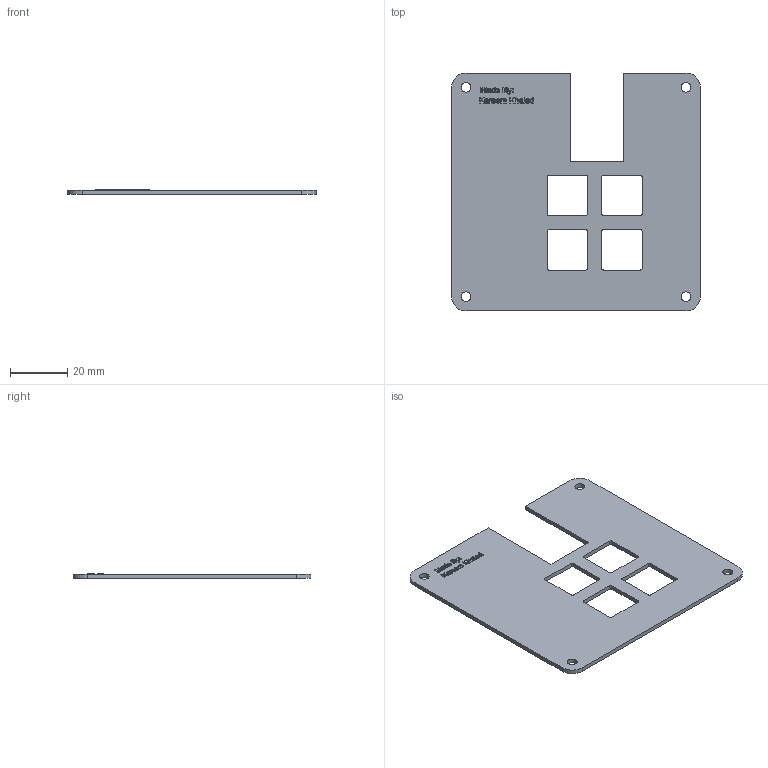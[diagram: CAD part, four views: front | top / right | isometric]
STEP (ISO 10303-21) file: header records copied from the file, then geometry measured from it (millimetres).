
FILE_DESCRIPTION(/* description */ (''),/* implementation_level */ '2;1');
FILE_NAME(/* name */ 'Case top v1.step',/* time_stamp */ '2025-07-24T13:06:47+03:00',/* author */ (''),/* organization */ (''),/* preprocessor_version */ 'ST-DEVELOPER v20.1',/* originating_system */ 'Autodesk Translation Framework v14.10.0.0',/* authorisation */ '');
FILE_SCHEMA (('AUTOMOTIVE_DESIGN { 1 0 10303 214 3 1 1 }'));
Length unit declared in the file: centimetre
Products named in the file (1): Case top
Bounding box: 86.67 x 82.93 x 1.7 mm (x, y, z)
Volume: 8664.6 mm3; surface area: 12564.6 mm2
Topology: 1 solids, 1 shells, 466 faces, 1299 edges, 866 vertices
Faces by surface type: bspline 259, plane 183, cylinder 24
Full cylindrical faces by diameter (mm): 3.4 x4
Entity records: 17333 total; most frequent: CARTESIAN_POINT 7035, ORIENTED_EDGE 2598, EDGE_CURVE 1299, DIRECTION 1245, VERTEX_POINT 866, LINE 733, VECTOR 733, B_SPLINE_CURVE_WITH_KNOTS 518
